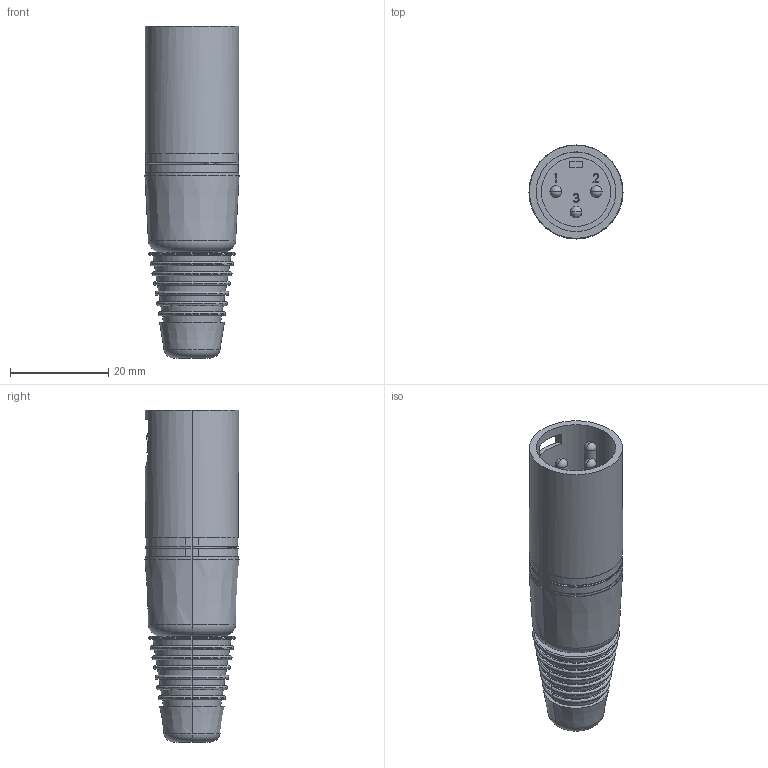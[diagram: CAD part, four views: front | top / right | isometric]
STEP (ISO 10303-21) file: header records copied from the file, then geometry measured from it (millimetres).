
FILE_DESCRIPTION (( 'STEP AP214' ), '1' );
FILE_NAME ('CON-XLR-M.STEP', '2016-03-23T15:36:19', ( 'L-Com' ), ( 'L-Com Global Connectivity' ), 'SwSTEP 2.0', 'SolidWorks 2014', '' );
FILE_SCHEMA (( 'AUTOMOTIVE_DESIGN' ));
Length unit declared in the file: inch
Products named in the file (1): CON-XLR-M
Bounding box: 19.18 x 19.18 x 67.61 mm (x, y, z)
Volume: 12403.7 mm3; surface area: 6075.6 mm2
Topology: 1 solids, 1 shells, 170 faces, 402 edges, 255 vertices
Faces by surface type: plane 61, torus 32, cone 30, cylinder 21, bspline 20, sphere 6
Entity records: 7987 total; most frequent: CARTESIAN_POINT 2072, DIRECTION 828, ORIENTED_EDGE 780, EDGE_CURVE 390, AXIS2_PLACEMENT_3D 333, VERTEX_POINT 249, EDGE_LOOP 207, CIRCLE 182
